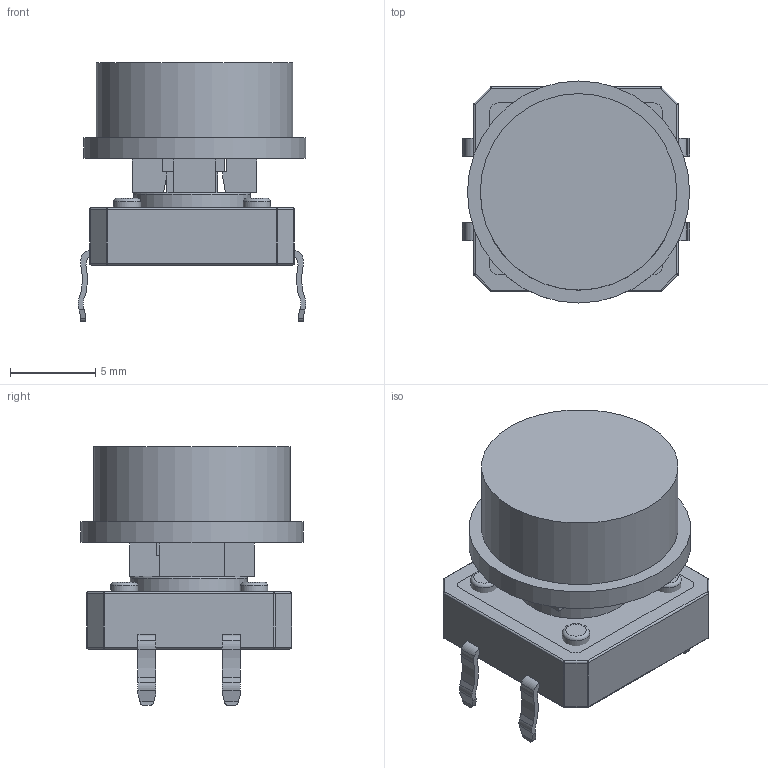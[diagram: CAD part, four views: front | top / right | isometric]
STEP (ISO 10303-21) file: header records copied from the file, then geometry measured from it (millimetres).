
FILE_DESCRIPTION(/* description */ (''),/* implementation_level */ '2;1');
FILE_NAME(/* name */ 'Button_12mm.step',/* time_stamp */ '2020-11-27T18:23:42-07:00',/* author */ (''),/* organization */ (''),/* preprocessor_version */ 'ST-DEVELOPER v18.1',/* originating_system */ 'Autodesk Translation Framework v9.3.0.1241',/* authorisation */ '');
FILE_SCHEMA (('AUTOMOTIVE_DESIGN { 1 0 10303 214 3 1 1 }'));
Length unit declared in the file: millimetre
Products named in the file (2): Button_12mm; Round button cap v1
Assembly tree (1 placements, depth 2):
  Button_12mm
    Round button cap v1
Bounding box: 13.35 x 13 x 15.15 mm (x, y, z)
Volume: 1011.6 mm3; surface area: 1608.1 mm2
Topology: 7 solids, 7 shells, 239 faces, 584 edges, 372 vertices
Faces by surface type: plane 133, cylinder 85, sphere 16, torus 5
Full cylindrical faces by diameter (mm): 1.6 x4, 1.7 x1, 6.85 x2, 11.5 x1, 13 x1
Entity records: 7076 total; most frequent: DIRECTION 1253, CARTESIAN_POINT 1210, ORIENTED_EDGE 1168, EDGE_CURVE 584, AXIS2_PLACEMENT_3D 431, LINE 391, VECTOR 391, VERTEX_POINT 372
